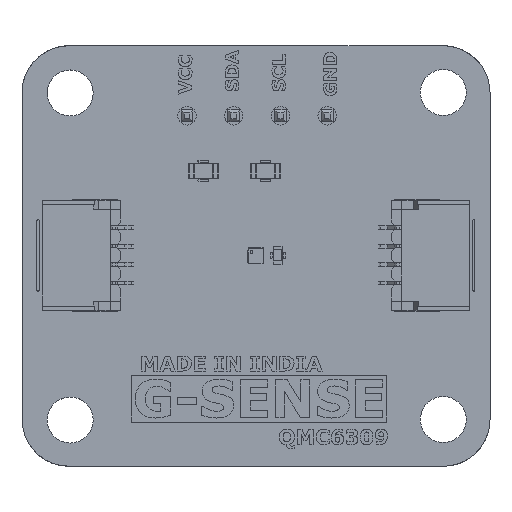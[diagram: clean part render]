
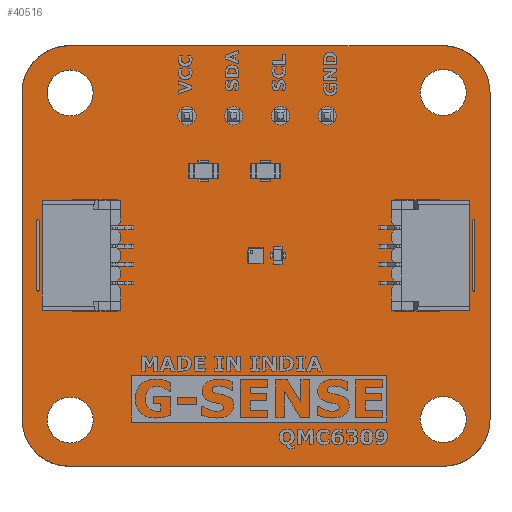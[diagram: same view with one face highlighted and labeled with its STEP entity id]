
A CAD part, top view. The second image highlights one B-rep face of the part: STEP entity #40516.
In plain terms, the highlighted planar face has unit normal (0, 0, 1).
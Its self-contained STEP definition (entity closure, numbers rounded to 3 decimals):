
#40516 = ADVANCED_FACE('',(#40517,#40651,#40662,#40673,#40684,#40695,
    #40706,#40717,#40728),#40739,.T.);
#40517 = FACE_BOUND('',#40518,.F.);
#40518 = EDGE_LOOP('',(#40519,#40529,#40537,#40546,#40554,#40562,#40570,
    #40579,#40587,#40595,#40603,#40612,#40620,#40628,#40636,#40645));
#40519 = ORIENTED_EDGE('',*,*,#40520,.T.);
#40520 = EDGE_CURVE('',#40521,#40523,#40525,.T.);
#40521 = VERTEX_POINT('',#40522);
#40522 = CARTESIAN_POINT('',(-10.181,11.43,1.56));
#40523 = VERTEX_POINT('',#40524);
#40524 = CARTESIAN_POINT('',(10.117,11.43,1.56));
#40525 = LINE('',#40526,#40527);
#40526 = CARTESIAN_POINT('',(-10.181,11.43,1.56));
#40527 = VECTOR('',#40528,1.);
#40528 = DIRECTION('',(1.,0.,0.));
#40529 = ORIENTED_EDGE('',*,*,#40530,.T.);
#40530 = EDGE_CURVE('',#40523,#40531,#40533,.T.);
#40531 = VERTEX_POINT('',#40532);
#40532 = CARTESIAN_POINT('',(10.273,11.43,1.56));
#40533 = LINE('',#40534,#40535);
#40534 = CARTESIAN_POINT('',(10.117,11.43,1.56));
#40535 = VECTOR('',#40536,1.);
#40536 = DIRECTION('',(1.,0.003,0.));
#40537 = ORIENTED_EDGE('',*,*,#40538,.T.);
#40538 = EDGE_CURVE('',#40531,#40539,#40541,.T.);
#40539 = VERTEX_POINT('',#40540);
#40540 = CARTESIAN_POINT('',(12.718,9.046,1.56));
#40541 = CIRCLE('',#40542,2.561);
#40542 = AXIS2_PLACEMENT_3D('',#40543,#40544,#40545);
#40543 = CARTESIAN_POINT('',(10.163,8.872,1.56));
#40544 = DIRECTION('',(0.,0.,-1.));
#40545 = DIRECTION('',(0.043,0.999,0.));
#40546 = ORIENTED_EDGE('',*,*,#40547,.T.);
#40547 = EDGE_CURVE('',#40539,#40548,#40550,.T.);
#40548 = VERTEX_POINT('',#40549);
#40549 = CARTESIAN_POINT('',(12.721,8.89,1.56));
#40550 = LINE('',#40551,#40552);
#40551 = CARTESIAN_POINT('',(12.718,9.046,1.56));
#40552 = VECTOR('',#40553,1.);
#40553 = DIRECTION('',(0.022,-1.,0.));
#40554 = ORIENTED_EDGE('',*,*,#40555,.T.);
#40555 = EDGE_CURVE('',#40548,#40556,#40558,.T.);
#40556 = VERTEX_POINT('',#40557);
#40557 = CARTESIAN_POINT('',(12.721,-8.866,1.56));
#40558 = LINE('',#40559,#40560);
#40559 = CARTESIAN_POINT('',(12.721,8.89,1.56));
#40560 = VECTOR('',#40561,1.);
#40561 = DIRECTION('',(0.,-1.,0.));
#40562 = ORIENTED_EDGE('',*,*,#40563,.T.);
#40563 = EDGE_CURVE('',#40556,#40564,#40566,.T.);
#40564 = VERTEX_POINT('',#40565);
#40565 = CARTESIAN_POINT('',(12.721,-9.021,1.56));
#40566 = LINE('',#40567,#40568);
#40567 = CARTESIAN_POINT('',(12.721,-8.866,1.56));
#40568 = VECTOR('',#40569,1.);
#40569 = DIRECTION('',(-0.005,-1.,0.));
#40570 = ORIENTED_EDGE('',*,*,#40571,.T.);
#40571 = EDGE_CURVE('',#40564,#40572,#40574,.T.);
#40572 = VERTEX_POINT('',#40573);
#40573 = CARTESIAN_POINT('',(10.312,-11.429,1.56));
#40574 = CIRCLE('',#40575,2.541);
#40575 = AXIS2_PLACEMENT_3D('',#40576,#40577,#40578);
#40576 = CARTESIAN_POINT('',(10.183,-8.891,1.56));
#40577 = DIRECTION('',(0.,0.,-1.));
#40578 = DIRECTION('',(0.999,-0.051,0.));
#40579 = ORIENTED_EDGE('',*,*,#40580,.T.);
#40580 = EDGE_CURVE('',#40572,#40581,#40583,.T.);
#40581 = VERTEX_POINT('',#40582);
#40582 = CARTESIAN_POINT('',(10.157,-11.43,1.56));
#40583 = LINE('',#40584,#40585);
#40584 = CARTESIAN_POINT('',(10.312,-11.429,1.56));
#40585 = VECTOR('',#40586,1.);
#40586 = DIRECTION('',(-1.,-0.005,0.));
#40587 = ORIENTED_EDGE('',*,*,#40588,.T.);
#40588 = EDGE_CURVE('',#40581,#40589,#40591,.T.);
#40589 = VERTEX_POINT('',#40590);
#40590 = CARTESIAN_POINT('',(-10.145,-11.43,1.56));
#40591 = LINE('',#40592,#40593);
#40592 = CARTESIAN_POINT('',(10.157,-11.43,1.56));
#40593 = VECTOR('',#40594,1.);
#40594 = DIRECTION('',(-1.,0.,0.));
#40595 = ORIENTED_EDGE('',*,*,#40596,.T.);
#40596 = EDGE_CURVE('',#40589,#40597,#40599,.T.);
#40597 = VERTEX_POINT('',#40598);
#40598 = CARTESIAN_POINT('',(-10.3,-11.429,1.56));
#40599 = LINE('',#40600,#40601);
#40600 = CARTESIAN_POINT('',(-10.145,-11.43,1.56));
#40601 = VECTOR('',#40602,1.);
#40602 = DIRECTION('',(-1.,0.008,0.));
#40603 = ORIENTED_EDGE('',*,*,#40604,.T.);
#40604 = EDGE_CURVE('',#40597,#40605,#40607,.T.);
#40605 = VERTEX_POINT('',#40606);
#40606 = CARTESIAN_POINT('',(-12.718,-9.045,1.56));
#40607 = CIRCLE('',#40608,2.56);
#40608 = AXIS2_PLACEMENT_3D('',#40609,#40610,#40611);
#40609 = CARTESIAN_POINT('',(-10.163,-8.872,1.56));
#40610 = DIRECTION('',(0.,0.,-1.));
#40611 = DIRECTION('',(-0.053,-0.999,-0.));
#40612 = ORIENTED_EDGE('',*,*,#40613,.T.);
#40613 = EDGE_CURVE('',#40605,#40614,#40616,.T.);
#40614 = VERTEX_POINT('',#40615);
#40615 = CARTESIAN_POINT('',(-12.721,-8.89,1.56));
#40616 = LINE('',#40617,#40618);
#40617 = CARTESIAN_POINT('',(-12.718,-9.045,1.56));
#40618 = VECTOR('',#40619,1.);
#40619 = DIRECTION('',(-0.022,1.,0.));
#40620 = ORIENTED_EDGE('',*,*,#40621,.T.);
#40621 = EDGE_CURVE('',#40614,#40622,#40624,.T.);
#40622 = VERTEX_POINT('',#40623);
#40623 = CARTESIAN_POINT('',(-12.721,8.854,1.56));
#40624 = LINE('',#40625,#40626);
#40625 = CARTESIAN_POINT('',(-12.721,-8.89,1.56));
#40626 = VECTOR('',#40627,1.);
#40627 = DIRECTION('',(0.,1.,0.));
#40628 = ORIENTED_EDGE('',*,*,#40629,.T.);
#40629 = EDGE_CURVE('',#40622,#40630,#40632,.T.);
#40630 = VERTEX_POINT('',#40631);
#40631 = CARTESIAN_POINT('',(-12.72,9.008,1.56));
#40632 = LINE('',#40633,#40634);
#40633 = CARTESIAN_POINT('',(-12.721,8.854,1.56));
#40634 = VECTOR('',#40635,1.);
#40635 = DIRECTION('',(0.008,1.,0.));
#40636 = ORIENTED_EDGE('',*,*,#40637,.T.);
#40637 = EDGE_CURVE('',#40630,#40638,#40640,.T.);
#40638 = VERTEX_POINT('',#40639);
#40639 = CARTESIAN_POINT('',(-10.336,11.426,1.56));
#40640 = CIRCLE('',#40641,2.561);
#40641 = AXIS2_PLACEMENT_3D('',#40642,#40643,#40644);
#40642 = CARTESIAN_POINT('',(-10.163,8.872,1.56));
#40643 = DIRECTION('',(0.,0.,-1.));
#40644 = DIRECTION('',(-0.999,0.053,0.));
#40645 = ORIENTED_EDGE('',*,*,#40646,.T.);
#40646 = EDGE_CURVE('',#40638,#40521,#40647,.T.);
#40647 = LINE('',#40648,#40649);
#40648 = CARTESIAN_POINT('',(-10.336,11.426,1.56));
#40649 = VECTOR('',#40650,1.);
#40650 = DIRECTION('',(1.,0.022,0.));
#40651 = FACE_BOUND('',#40652,.F.);
#40652 = EDGE_LOOP('',(#40653));
#40653 = ORIENTED_EDGE('',*,*,#40654,.T.);
#40654 = EDGE_CURVE('',#40655,#40655,#40657,.T.);
#40655 = VERTEX_POINT('',#40656);
#40656 = CARTESIAN_POINT('',(-8.853,-8.918,1.56));
#40657 = CIRCLE('',#40658,1.25);
#40658 = AXIS2_PLACEMENT_3D('',#40659,#40660,#40661);
#40659 = CARTESIAN_POINT('',(-10.103,-8.918,1.56));
#40660 = DIRECTION('',(0.,0.,1.));
#40661 = DIRECTION('',(1.,0.,-0.));
#40662 = FACE_BOUND('',#40663,.F.);
#40663 = EDGE_LOOP('',(#40664));
#40664 = ORIENTED_EDGE('',*,*,#40665,.T.);
#40665 = EDGE_CURVE('',#40666,#40666,#40668,.T.);
#40666 = VERTEX_POINT('',#40667);
#40667 = CARTESIAN_POINT('',(11.433,-8.891,1.56));
#40668 = CIRCLE('',#40669,1.25);
#40669 = AXIS2_PLACEMENT_3D('',#40670,#40671,#40672);
#40670 = CARTESIAN_POINT('',(10.183,-8.891,1.56));
#40671 = DIRECTION('',(0.,0.,1.));
#40672 = DIRECTION('',(1.,0.,-0.));
#40673 = FACE_BOUND('',#40674,.F.);
#40674 = EDGE_LOOP('',(#40675));
#40675 = ORIENTED_EDGE('',*,*,#40676,.T.);
#40676 = EDGE_CURVE('',#40677,#40677,#40679,.T.);
#40677 = VERTEX_POINT('',#40678);
#40678 = CARTESIAN_POINT('',(-3.251,7.62,1.56));
#40679 = CIRCLE('',#40680,0.5);
#40680 = AXIS2_PLACEMENT_3D('',#40681,#40682,#40683);
#40681 = CARTESIAN_POINT('',(-3.751,7.62,1.56));
#40682 = DIRECTION('',(0.,0.,1.));
#40683 = DIRECTION('',(1.,0.,-0.));
#40684 = FACE_BOUND('',#40685,.F.);
#40685 = EDGE_LOOP('',(#40686));
#40686 = ORIENTED_EDGE('',*,*,#40687,.T.);
#40687 = EDGE_CURVE('',#40688,#40688,#40690,.T.);
#40688 = VERTEX_POINT('',#40689);
#40689 = CARTESIAN_POINT('',(-0.711,7.62,1.56));
#40690 = CIRCLE('',#40691,0.5);
#40691 = AXIS2_PLACEMENT_3D('',#40692,#40693,#40694);
#40692 = CARTESIAN_POINT('',(-1.211,7.62,1.56));
#40693 = DIRECTION('',(0.,0.,1.));
#40694 = DIRECTION('',(1.,0.,-0.));
#40695 = FACE_BOUND('',#40696,.F.);
#40696 = EDGE_LOOP('',(#40697));
#40697 = ORIENTED_EDGE('',*,*,#40698,.T.);
#40698 = EDGE_CURVE('',#40699,#40699,#40701,.T.);
#40699 = VERTEX_POINT('',#40700);
#40700 = CARTESIAN_POINT('',(1.829,7.62,1.56));
#40701 = CIRCLE('',#40702,0.5);
#40702 = AXIS2_PLACEMENT_3D('',#40703,#40704,#40705);
#40703 = CARTESIAN_POINT('',(1.329,7.62,1.56));
#40704 = DIRECTION('',(0.,0.,1.));
#40705 = DIRECTION('',(1.,0.,-0.));
#40706 = FACE_BOUND('',#40707,.F.);
#40707 = EDGE_LOOP('',(#40708));
#40708 = ORIENTED_EDGE('',*,*,#40709,.T.);
#40709 = EDGE_CURVE('',#40710,#40710,#40712,.T.);
#40710 = VERTEX_POINT('',#40711);
#40711 = CARTESIAN_POINT('',(4.369,7.62,1.56));
#40712 = CIRCLE('',#40713,0.5);
#40713 = AXIS2_PLACEMENT_3D('',#40714,#40715,#40716);
#40714 = CARTESIAN_POINT('',(3.869,7.62,1.56));
#40715 = DIRECTION('',(0.,0.,1.));
#40716 = DIRECTION('',(1.,0.,-0.));
#40717 = FACE_BOUND('',#40718,.F.);
#40718 = EDGE_LOOP('',(#40719));
#40719 = ORIENTED_EDGE('',*,*,#40720,.T.);
#40720 = EDGE_CURVE('',#40721,#40721,#40723,.T.);
#40721 = VERTEX_POINT('',#40722);
#40722 = CARTESIAN_POINT('',(-8.853,8.862,1.56));
#40723 = CIRCLE('',#40724,1.25);
#40724 = AXIS2_PLACEMENT_3D('',#40725,#40726,#40727);
#40725 = CARTESIAN_POINT('',(-10.103,8.862,1.56));
#40726 = DIRECTION('',(0.,0.,1.));
#40727 = DIRECTION('',(1.,0.,-0.));
#40728 = FACE_BOUND('',#40729,.F.);
#40729 = EDGE_LOOP('',(#40730));
#40730 = ORIENTED_EDGE('',*,*,#40731,.T.);
#40731 = EDGE_CURVE('',#40732,#40732,#40734,.T.);
#40732 = VERTEX_POINT('',#40733);
#40733 = CARTESIAN_POINT('',(11.433,8.889,1.56));
#40734 = CIRCLE('',#40735,1.25);
#40735 = AXIS2_PLACEMENT_3D('',#40736,#40737,#40738);
#40736 = CARTESIAN_POINT('',(10.183,8.889,1.56));
#40737 = DIRECTION('',(0.,0.,1.));
#40738 = DIRECTION('',(1.,0.,-0.));
#40739 = PLANE('',#40740);
#40740 = AXIS2_PLACEMENT_3D('',#40741,#40742,#40743);
#40741 = CARTESIAN_POINT('',(0.,0.,1.56));
#40742 = DIRECTION('',(0.,0.,1.));
#40743 = DIRECTION('',(1.,0.,-0.));
